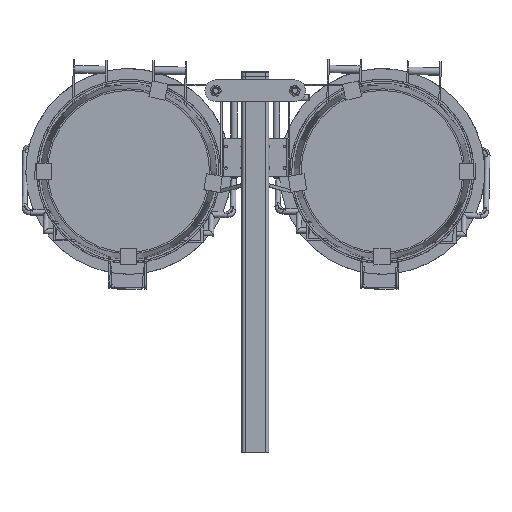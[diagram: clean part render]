
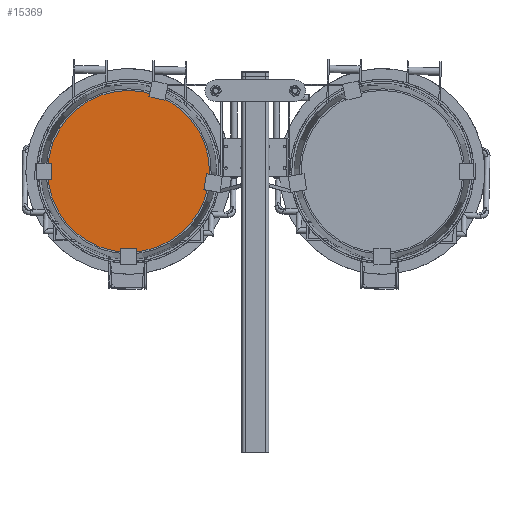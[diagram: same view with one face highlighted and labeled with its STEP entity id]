
A CAD part, front view. The second image highlights one B-rep face of the part: STEP entity #15369.
In plain terms, the highlighted face is planar.
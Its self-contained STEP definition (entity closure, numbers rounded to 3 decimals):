
#15217=CARTESIAN_POINT('',(0.0,-76.25,-149.5));
#15218=VERTEX_POINT('',#15217);
#15219=CARTESIAN_POINT('',(0.0,-76.25,0.0));
#15220=DIRECTION('',(1.0,0.0,0.0));
#15221=DIRECTION('',(0.0,0.0,1.0));
#15222=AXIS2_PLACEMENT_3D('',#15219,#15220,#15221);
#15223=CIRCLE('',#15222,149.5);
#15224=EDGE_CURVE('',#15218,#15218,#15223,.T.);
#15361=CARTESIAN_POINT('',(0.0,0.0,0.0));
#15362=DIRECTION('',(1.0,0.0,0.0));
#15363=DIRECTION('',(0.0,0.0,-1.0));
#15364=AXIS2_PLACEMENT_3D('',#15361,#15362,#15363);
#15365=PLANE('',#15364);
#15366=ORIENTED_EDGE('',*,*,#15224,.T.);
#15367=EDGE_LOOP('',(#15366));
#15368=FACE_OUTER_BOUND('',#15367,.T.);
#15369=ADVANCED_FACE('',(#15368),#15365,.T.);
